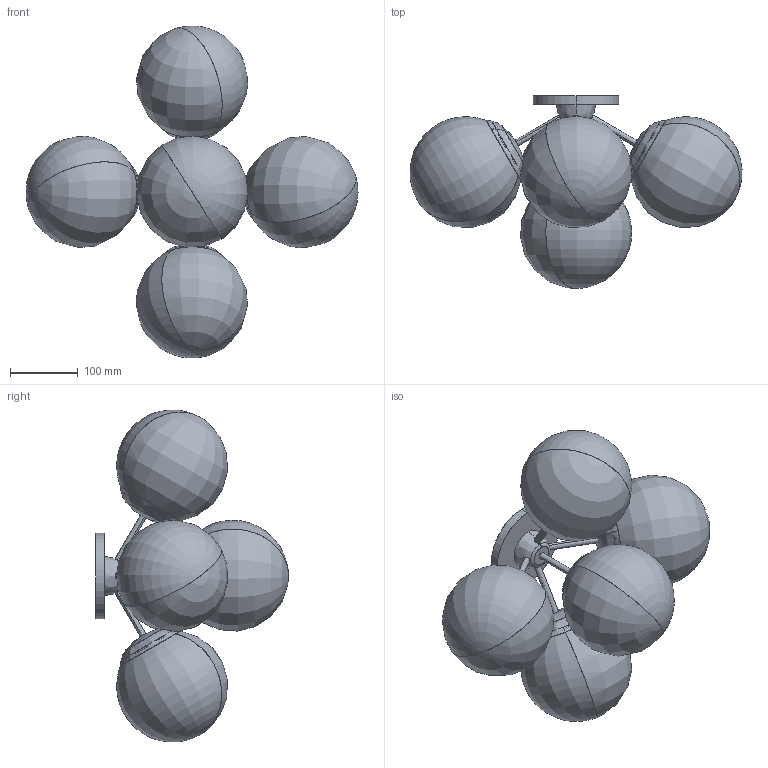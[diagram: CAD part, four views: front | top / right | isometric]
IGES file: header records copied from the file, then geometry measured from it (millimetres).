
Start section: SolidWorks IGES file using analytic representation for surfaces
Global section: file name: MODOL5 - Modo Flush Mount - 5 Globes.IGS; native system: SolidWorks 2015; preprocessor: SolidWorks 2015; author: Design; date: 190226.120728; units: millimetre
Bounding box: 490.77 x 285.02 x 490.77 mm (x, y, z)
Surface area: 921956.2 mm2 (no closed solid volume)
Topology: 0 solids, 0 shells, 154 faces, 2594 edges, 2589 vertices
Faces by surface type: bspline 82, revolution 72
